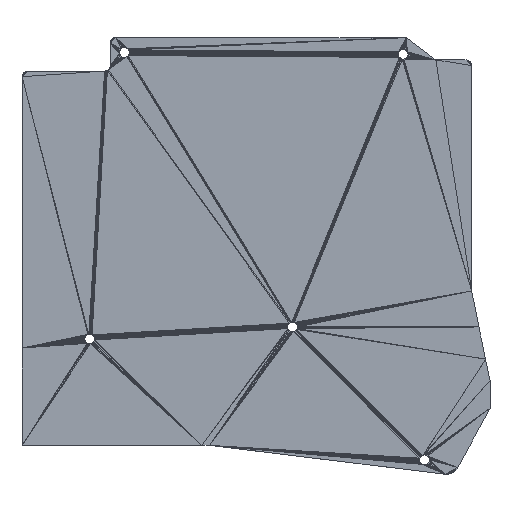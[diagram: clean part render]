
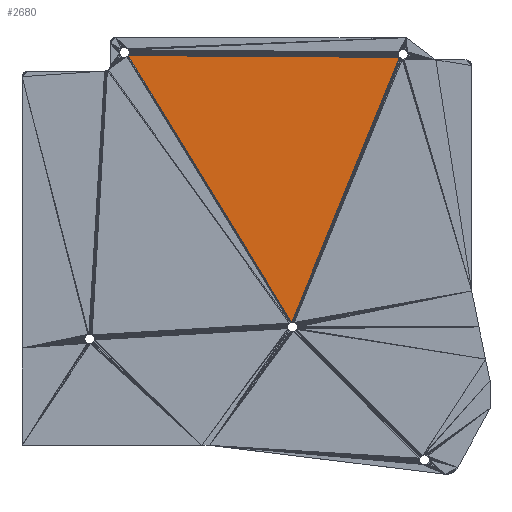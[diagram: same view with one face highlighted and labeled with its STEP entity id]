
A CAD part, top view. The second image highlights one B-rep face of the part: STEP entity #2680.
In plain terms, the highlighted planar face has unit normal (0, 0, 1).
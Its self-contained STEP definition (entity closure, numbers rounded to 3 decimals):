
#2639 = VERTEX_POINT('',#2640);
#2640 = CARTESIAN_POINT('',(22.749,-3.923,2.));
#2662 = VERTEX_POINT('',#2663);
#2663 = CARTESIAN_POINT('',(80.791,-4.303,2.));
#2670 = EDGE_CURVE('',#2639,#2662,#2671,.T.);
#2671 = LINE('',#2672,#2673);
#2672 = CARTESIAN_POINT('',(22.749,-3.923,2.));
#2673 = VECTOR('',#2674,1.);
#2674 = DIRECTION('',(1.,-0.007,0.));
#2680 = ADVANCED_FACE('',(#2681),#2698,.T.);
#2681 = FACE_BOUND('',#2682,.T.);
#2682 = EDGE_LOOP('',(#2683,#2691,#2692));
#2683 = ORIENTED_EDGE('',*,*,#2684,.T.);
#2684 = EDGE_CURVE('',#2685,#2662,#2687,.T.);
#2685 = VERTEX_POINT('',#2686);
#2686 = CARTESIAN_POINT('',(57.752,-60.922,2.));
#2687 = LINE('',#2688,#2689);
#2688 = CARTESIAN_POINT('',(57.752,-60.922,2.));
#2689 = VECTOR('',#2690,1.);
#2690 = DIRECTION('',(0.377,0.926,0.));
#2691 = ORIENTED_EDGE('',*,*,#2670,.F.);
#2692 = ORIENTED_EDGE('',*,*,#2693,.T.);
#2693 = EDGE_CURVE('',#2639,#2685,#2694,.T.);
#2694 = LINE('',#2695,#2696);
#2695 = CARTESIAN_POINT('',(22.749,-3.923,2.));
#2696 = VECTOR('',#2697,1.);
#2697 = DIRECTION('',(0.523,-0.852,0.));
#2698 = PLANE('',#2699);
#2699 = AXIS2_PLACEMENT_3D('',#2700,#2701,#2702);
#2700 = CARTESIAN_POINT('',(53.378,-23.654,2.));
#2701 = DIRECTION('',(0.,0.,1.));
#2702 = DIRECTION('',(1.,0.,-0.));
